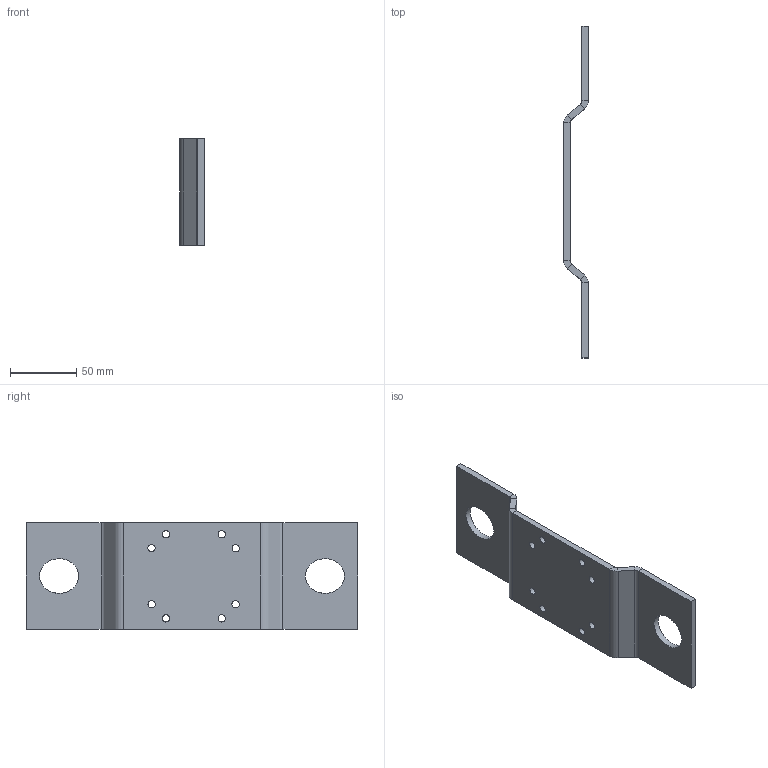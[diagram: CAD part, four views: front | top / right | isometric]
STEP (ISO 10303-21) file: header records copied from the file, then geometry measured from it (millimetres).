
FILE_DESCRIPTION(/* description */ (''),/* implementation_level */ '2;1');
FILE_NAME(/* name */ 'voltra mount standard with bends and radius change.step',/* time_stamp */ '2025-11-25T21:19:31-05:00',/* author */ (''),/* organization */ (''),/* preprocessor_version */ 'ST-DEVELOPER v20.1',/* originating_system */ 'Autodesk Translation Framework v14.21.0.0',/* authorisation */ '');
FILE_SCHEMA (('AUTOMOTIVE_DESIGN { 1 0 10303 214 3 1 1 }'));
Length unit declared in the file: millimetre
Products named in the file (2): voltra mount standard; Component1
Assembly tree (1 placements, depth 2):
  voltra mount standard
    Component1
Bounding box: 18.31 x 249.62 x 80 mm (x, y, z)
Volume: 91575.1 mm3; surface area: 43642.8 mm2
Topology: 1 solids, 1 shells, 48 faces, 106 edges, 60 vertices
Faces by surface type: plane 30, cylinder 16, bspline 2
Full cylindrical faces by diameter (mm): 5.5 x8
Entity records: 1409 total; most frequent: CARTESIAN_POINT 251, DIRECTION 240, ORIENTED_EDGE 212, EDGE_CURVE 106, AXIS2_PLACEMENT_3D 85, LINE 70, VECTOR 70, EDGE_LOOP 68
